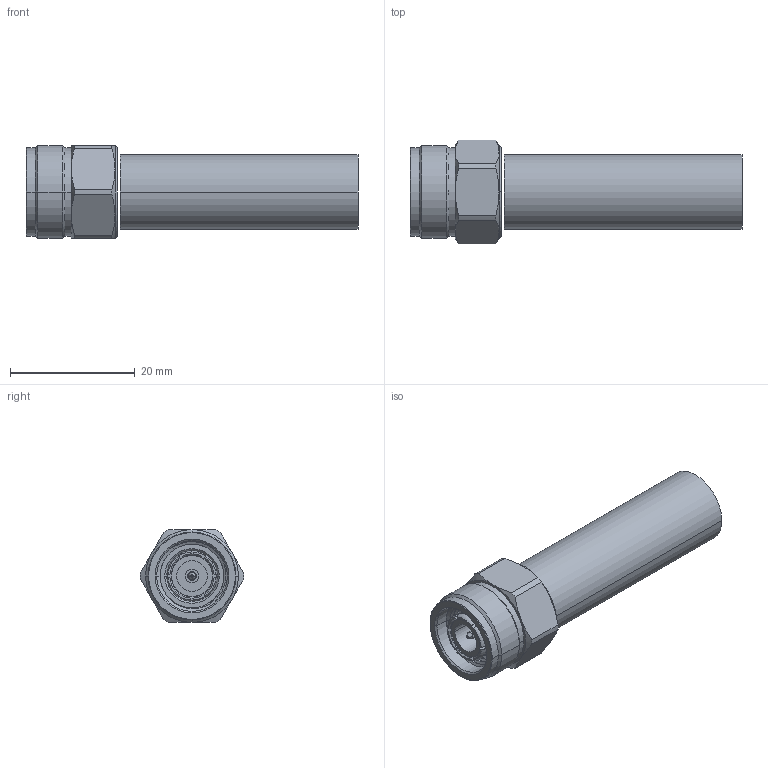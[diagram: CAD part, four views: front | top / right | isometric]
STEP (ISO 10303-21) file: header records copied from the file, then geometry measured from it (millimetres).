
FILE_DESCRIPTION((''),'2;1');
FILE_NAME('31-6499_SW0001','2012-12-10T',('Gopimuralidharan'),(''),'PRO/ENGINEER BY PARAMETRIC TECHNOLOGY CORPORATION, 2010100','PRO/ENGINEER BY PARAMETRIC TECHNOLOGY CORPORATION, 2010100','');
FILE_SCHEMA(('CONFIG_CONTROL_DESIGN'));
Length unit declared in the file: millimetre
Products named in the file (1): 31-6499_SW0001
Bounding box: 53.18 x 16.65 x 14.85 mm (x, y, z)
Surface area: 4789.7 mm2 (no closed solid volume)
Topology: 0 solids, 10 shells, 111 faces, 308 edges, 209 vertices
Faces by surface type: cone 42, cylinder 32, plane 28, torus 8, bspline 1
Entity records: 4428 total; most frequent: CARTESIAN_POINT 1597, DIRECTION 618, ORIENTED_EDGE 511, EDGE_CURVE 308, AXIS2_PLACEMENT_3D 261, VERTEX_POINT 209, CIRCLE 151, EDGE_LOOP 123
